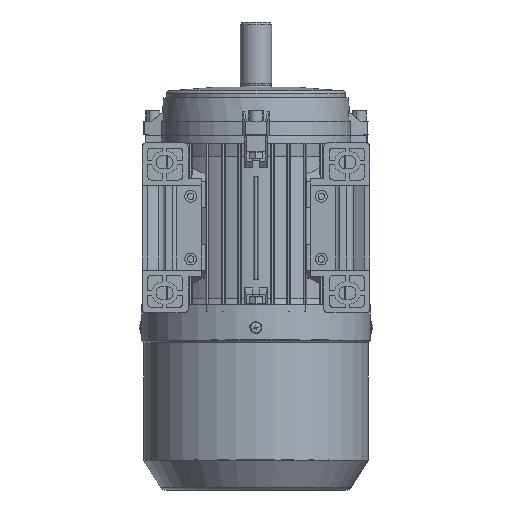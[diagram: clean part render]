
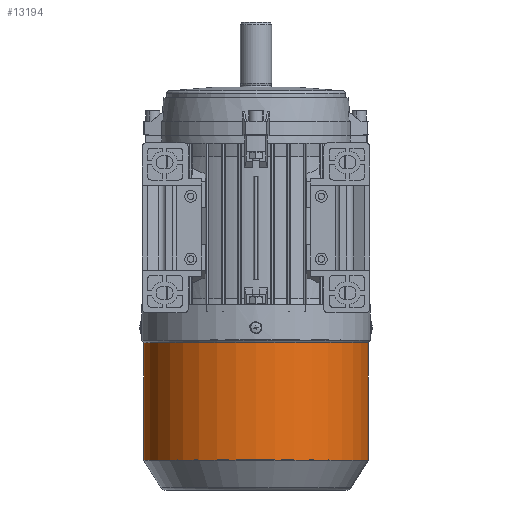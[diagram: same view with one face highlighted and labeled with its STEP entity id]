
A CAD part, front view. The second image highlights one B-rep face of the part: STEP entity #13194.
In plain terms, the highlighted cylindrical face has radius 86 mm (diameter 172 mm), a partial arc.
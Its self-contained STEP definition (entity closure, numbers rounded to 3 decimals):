
#13062 = EDGE_CURVE ( 'NONE', #13065, #13202, #40937, .T. ) ;
#13065 = VERTEX_POINT ( 'NONE', #40932 ) ;
#13067 = ORIENTED_EDGE ( 'NONE', *, *, #13069, .F. ) ;
#13069 = EDGE_CURVE ( 'NONE', #13165, #13065, #40931, .T. ) ;
#13164 = EDGE_CURVE ( 'NONE', #13165, #13167, #41122, .T. ) ;
#13165 = VERTEX_POINT ( 'NONE', #41114 ) ;
#13167 = VERTEX_POINT ( 'NONE', #41113 ) ;
#13191 = EDGE_LOOP ( 'NONE', ( #13199, #13200, #13204, #13067 ) ) ;
#13194 = ADVANCED_FACE ( 'NONE', ( #41144 ), #41143, .T. ) ;
#13199 = ORIENTED_EDGE ( 'NONE', *, *, #13164, .T. ) ;
#13200 = ORIENTED_EDGE ( 'NONE', *, *, #13201, .T. ) ;
#13201 = EDGE_CURVE ( 'NONE', #13167, #13202, #41134, .T. ) ;
#13202 = VERTEX_POINT ( 'NONE', #41130 ) ;
#13204 = ORIENTED_EDGE ( 'NONE', *, *, #13062, .F. ) ;
#40931 = LINE ( 'NONE', #40991, #40990 ) ;
#40932 = CARTESIAN_POINT ( 'NONE',  ( -19.712, 0., -86. ) ) ;
#40933 = DIRECTION ( 'NONE',  ( 0., 0., -1. ) ) ;
#40934 = DIRECTION ( 'NONE',  ( 1., 0., 0. ) ) ;
#40935 = CARTESIAN_POINT ( 'NONE',  ( -19.712, 0., 0. ) ) ;
#40936 = AXIS2_PLACEMENT_3D ( 'NONE', #40935, #40934, #40933 ) ;
#40937 = CIRCLE ( 'NONE', #40936, 86. ) ;
#40989 = DIRECTION ( 'NONE',  ( 1., 0., 0. ) ) ;
#40990 = VECTOR ( 'NONE', #40989, 1000. ) ;
#40991 = CARTESIAN_POINT ( 'NONE',  ( 0., 0., -86. ) ) ;
#41113 = CARTESIAN_POINT ( 'NONE',  ( -109.667, 0., 86. ) ) ;
#41114 = CARTESIAN_POINT ( 'NONE',  ( -109.667, 0., -86. ) ) ;
#41115 = DIRECTION ( 'NONE',  ( 0., 0., -1. ) ) ;
#41116 = DIRECTION ( 'NONE',  ( 1., 0., 0. ) ) ;
#41117 = CARTESIAN_POINT ( 'NONE',  ( -109.667, 0., 0. ) ) ;
#41118 = AXIS2_PLACEMENT_3D ( 'NONE', #41117, #41116, #41115 ) ;
#41122 = CIRCLE ( 'NONE', #41118, 86. ) ;
#41130 = CARTESIAN_POINT ( 'NONE',  ( -19.712, 0., 86. ) ) ;
#41131 = DIRECTION ( 'NONE',  ( 1., 0., 0. ) ) ;
#41132 = VECTOR ( 'NONE', #41131, 1000. ) ;
#41133 = CARTESIAN_POINT ( 'NONE',  ( 0., 0., 86. ) ) ;
#41134 = LINE ( 'NONE', #41133, #41132 ) ;
#41139 = DIRECTION ( 'NONE',  ( 0., 0., -1. ) ) ;
#41140 = DIRECTION ( 'NONE',  ( 1., 0., 0. ) ) ;
#41141 = CARTESIAN_POINT ( 'NONE',  ( 0., 0., 0. ) ) ;
#41142 = AXIS2_PLACEMENT_3D ( 'NONE', #41141, #41140, #41139 ) ;
#41143 = CYLINDRICAL_SURFACE ( 'NONE', #41142, 86. ) ;
#41144 = FACE_OUTER_BOUND ( 'NONE', #13191, .T. ) ;
